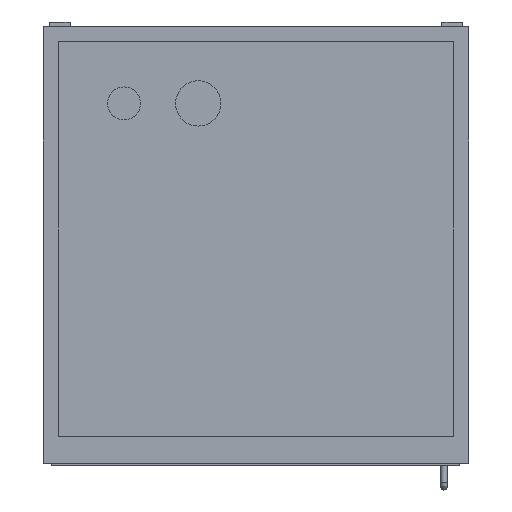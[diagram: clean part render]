
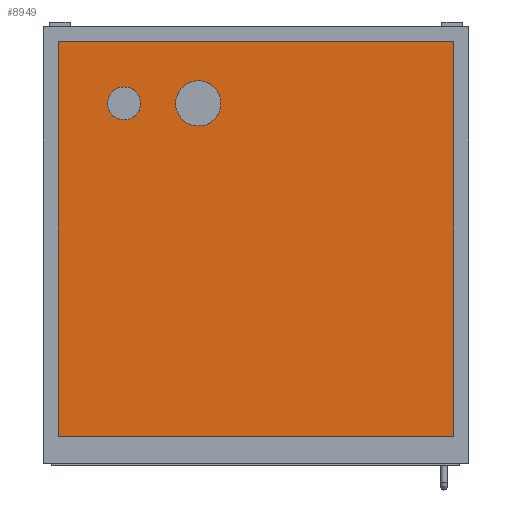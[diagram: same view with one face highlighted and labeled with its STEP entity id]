
A CAD part, front view. The second image highlights one B-rep face of the part: STEP entity #8949.
In plain terms, the highlighted planar face has unit normal (0, -1, 0).
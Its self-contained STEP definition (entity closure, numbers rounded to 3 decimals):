
#357=FACE_OUTER_BOUND('',#891,.T.);
#891=EDGE_LOOP('',(#5943,#5944,#5945,#5946));
#1445=LINE('',#12780,#2596);
#1448=LINE('',#12785,#2599);
#1451=LINE('',#12790,#2602);
#1452=LINE('',#12792,#2603);
#2596=VECTOR('',#10266,10.);
#2599=VECTOR('',#10271,10.);
#2602=VECTOR('',#10276,10.);
#2603=VECTOR('',#10279,10.);
#3739=VERTEX_POINT('',#12778);
#3740=VERTEX_POINT('',#12779);
#3741=VERTEX_POINT('',#12784);
#3742=VERTEX_POINT('',#12788);
#4612=EDGE_CURVE('',#3739,#3740,#1445,.T.);
#4615=EDGE_CURVE('',#3741,#3740,#1448,.T.);
#4618=EDGE_CURVE('',#3739,#3742,#1451,.T.);
#4619=EDGE_CURVE('',#3741,#3742,#1452,.T.);
#5943=ORIENTED_EDGE('',*,*,#4618,.T.);
#5944=ORIENTED_EDGE('',*,*,#4619,.F.);
#5945=ORIENTED_EDGE('',*,*,#4615,.T.);
#5946=ORIENTED_EDGE('',*,*,#4612,.F.);
#8483=PLANE('',#9550);
#8949=ADVANCED_FACE('',(#357),#8483,.T.);
#9550=AXIS2_PLACEMENT_3D('',#12791,#10277,#10278);
#10266=DIRECTION('',(0.,0.,1.));
#10271=DIRECTION('',(-1.,0.,0.));
#10276=DIRECTION('',(1.,0.,0.));
#10277=DIRECTION('center_axis',(0.,-1.,0.));
#10278=DIRECTION('ref_axis',(0.,0.,-1.));
#10279=DIRECTION('',(0.,0.,-1.));
#12778=CARTESIAN_POINT('',(-240.,-97.5,-239.5));
#12779=CARTESIAN_POINT('',(-240.,-97.5,239.5));
#12780=CARTESIAN_POINT('',(-240.,-97.5,239.5));
#12784=CARTESIAN_POINT('',(240.,-97.5,239.5));
#12785=CARTESIAN_POINT('',(0.,-97.5,239.5));
#12788=CARTESIAN_POINT('',(240.,-97.5,-239.5));
#12790=CARTESIAN_POINT('',(0.,-97.5,-239.5));
#12791=CARTESIAN_POINT('Origin',(0.,-97.5,239.5));
#12792=CARTESIAN_POINT('',(240.,-97.5,239.5));
